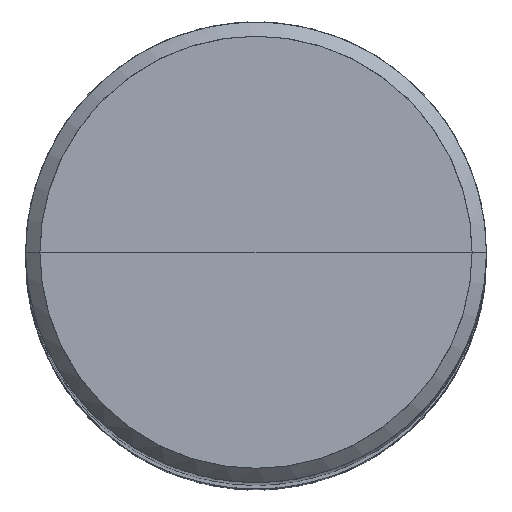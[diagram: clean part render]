
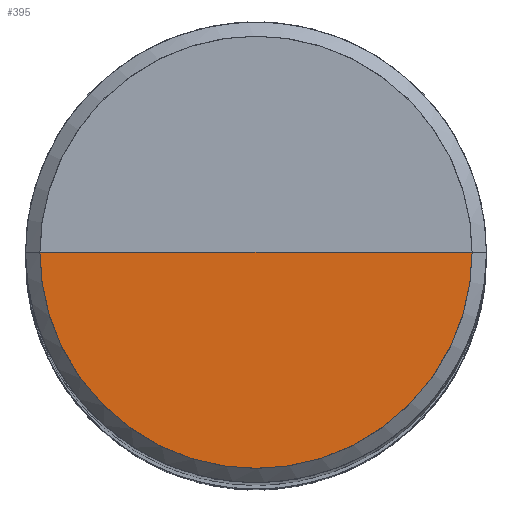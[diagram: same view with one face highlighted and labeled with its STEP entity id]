
A CAD part, top view. The second image highlights one B-rep face of the part: STEP entity #395.
In plain terms, the highlighted free-form (B-spline) face has degree [1, 2] with [2, 5] control points.
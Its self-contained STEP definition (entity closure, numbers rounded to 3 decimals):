
#115=CARTESIAN_POINT('',(-7.5,0.,50.));
#116=CARTESIAN_POINT('',(-7.5,-7.5,50.));
#117=CARTESIAN_POINT('',(0.,-7.5,50.));
#118=CARTESIAN_POINT('',(7.5,-7.5,50.));
#119=CARTESIAN_POINT('',(7.5,0.,50.));
#120=CARTESIAN_POINT('',(0.,0.,50.));
#380=(
BOUNDED_SURFACE()
B_SPLINE_SURFACE(1,2,(
(#115,#116,#117,#118,#119),
(#120,#120,#120,#120,#120)
), .UNSPECIFIED.,.F.,.F.,.F.)
B_SPLINE_SURFACE_WITH_KNOTS((2,2),(3,2,3),(
0.,1.),(
0.,0.5,1.), .UNSPECIFIED.)
GEOMETRIC_REPRESENTATION_ITEM()
RATIONAL_B_SPLINE_SURFACE(((1.,0.707,1.,0.707,1.),
(1.,0.707,1.,0.707,1.)
))
REPRESENTATION_ITEM('')
SURFACE()
);
#381=(
BOUNDED_CURVE()
B_SPLINE_CURVE(2,(#119,#118,#117,#116,#115),.UNSPECIFIED.,.F.,.F.)
B_SPLINE_CURVE_WITH_KNOTS((3,2,3),
(0.,0.5,1.),.UNSPECIFIED.)
CURVE()
GEOMETRIC_REPRESENTATION_ITEM()
RATIONAL_B_SPLINE_CURVE((1.,0.707,1.,0.707,1.))
REPRESENTATION_ITEM('')
);
#382=(
BOUNDED_CURVE()
B_SPLINE_CURVE(1,(#115,#120),.UNSPECIFIED.,.F.,.F.)
B_SPLINE_CURVE_WITH_KNOTS((2,2),
(0.,1.),.UNSPECIFIED.)
CURVE()
GEOMETRIC_REPRESENTATION_ITEM()
RATIONAL_B_SPLINE_CURVE((1.,1.))
REPRESENTATION_ITEM('')
);
#383=(
BOUNDED_CURVE()
B_SPLINE_CURVE(1,(#120,#119),.UNSPECIFIED.,.F.,.F.)
B_SPLINE_CURVE_WITH_KNOTS((2,2),
(0.,1.),.UNSPECIFIED.)
CURVE()
GEOMETRIC_REPRESENTATION_ITEM()
RATIONAL_B_SPLINE_CURVE((1.,1.))
REPRESENTATION_ITEM('')
);
#384=VERTEX_POINT('',#115);
#385=VERTEX_POINT('',#119);
#386=VERTEX_POINT('',#120);
#387=EDGE_CURVE('',#385,#384,#381,.T.);
#388=EDGE_CURVE('',#384,#386,#382,.T.);
#389=EDGE_CURVE('',#386,#385,#383,.T.);
#390=ORIENTED_EDGE('',*,*,#387,.T.);
#391=ORIENTED_EDGE('',*,*,#388,.T.);
#392=ORIENTED_EDGE('',*,*,#389,.T.);
#393=EDGE_LOOP('',(#390,#391,#392));
#394=FACE_OUTER_BOUND('',#393,.T.);
#395=ADVANCED_FACE('',(#394),#380,.T.);
